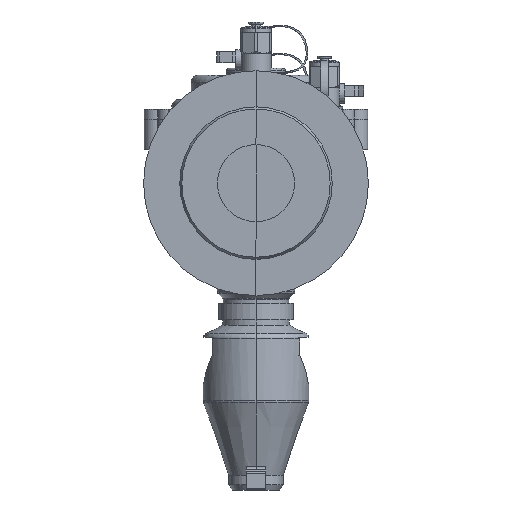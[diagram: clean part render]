
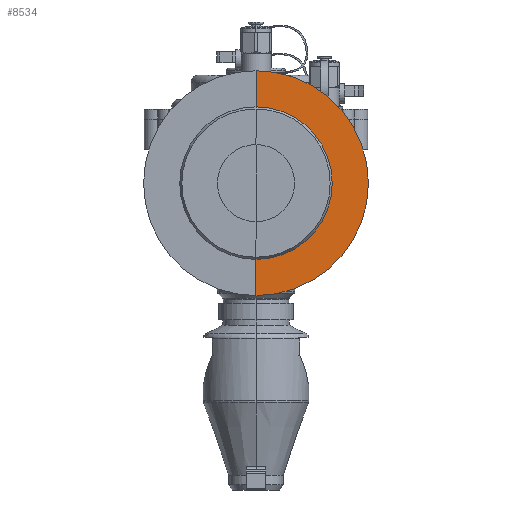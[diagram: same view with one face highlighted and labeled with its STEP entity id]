
A CAD part, left-side view. The second image highlights one B-rep face of the part: STEP entity #8534.
In plain terms, the highlighted planar face has unit normal (-1, 0, 0).
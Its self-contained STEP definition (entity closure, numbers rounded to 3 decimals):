
#665=PLANE($,#9242);
#1026=FACE_OUTER_BOUND($,#1544,.T.);
#1544=EDGE_LOOP($,(#6633,#6634,#6635,#6636));
#2148=LINE($,#14323,#2810);
#2149=LINE($,#14324,#2811);
#2810=VECTOR($,#10744,29.768);
#2811=VECTOR($,#10745,29.768);
#3324=CIRCLE($,#9239,62.732);
#3326=CIRCLE($,#9243,92.5);
#3874=VERTEX_POINT($,#14312);
#3875=VERTEX_POINT($,#14313);
#3876=VERTEX_POINT($,#14320);
#3877=VERTEX_POINT($,#14321);
#4861=EDGE_CURVE($,#3874,#3875,#3324,.T.);
#4865=EDGE_CURVE($,#3876,#3877,#3326,.T.);
#4866=EDGE_CURVE($,#3874,#3876,#2148,.T.);
#4867=EDGE_CURVE($,#3877,#3875,#2149,.T.);
#6633=ORIENTED_EDGE($,*,*,#4865,.F.);
#6634=ORIENTED_EDGE($,*,*,#4866,.F.);
#6635=ORIENTED_EDGE($,*,*,#4861,.T.);
#6636=ORIENTED_EDGE($,*,*,#4867,.F.);
#8534=ADVANCED_FACE($,(#1026),#665,.T.);
#9239=AXIS2_PLACEMENT_3D($,#14314,#10732,#10733);
#9242=AXIS2_PLACEMENT_3D($,#14319,#10740,#10741);
#9243=AXIS2_PLACEMENT_3D($,#14322,#10742,#10743);
#10732=DIRECTION('center_axis',(1.,0.,0.));
#10733=DIRECTION('ref_axis',(0.,0.588,0.809));
#10740=DIRECTION('center_axis',(-1.,0.,0.));
#10741=DIRECTION('ref_axis',(0.,0.,1.));
#10742=DIRECTION('center_axis',(1.,0.,0.));
#10743=DIRECTION('ref_axis',(0.,0.,1.));
#10744=DIRECTION($,(0.,0.,1.));
#10745=DIRECTION($,(0.,0.,1.));
#14312=CARTESIAN_POINT('',(-137.5,0.,62.732));
#14313=CARTESIAN_POINT('',(-137.5,0.,-62.732));
#14314=CARTESIAN_POINT('Origin',(-137.5,0.,0.));
#14319=CARTESIAN_POINT('Origin',(-137.5,0.,0.));
#14320=CARTESIAN_POINT('',(-137.5,0.,92.5));
#14321=CARTESIAN_POINT('',(-137.5,0.,-92.5));
#14322=CARTESIAN_POINT('Origin',(-137.5,0.,0.));
#14323=CARTESIAN_POINT($,(-137.5,0.,62.732));
#14324=CARTESIAN_POINT($,(-137.5,0.,-92.5));
